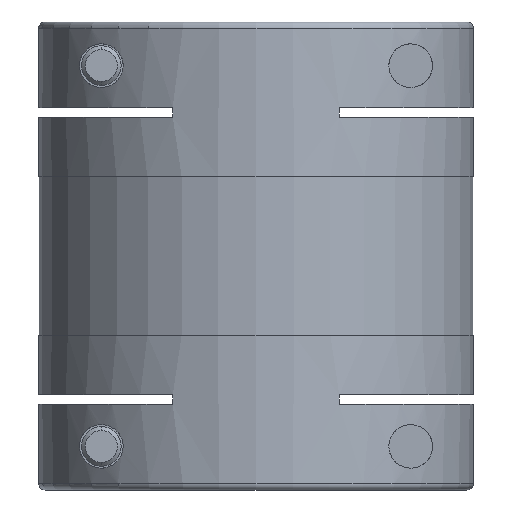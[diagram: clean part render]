
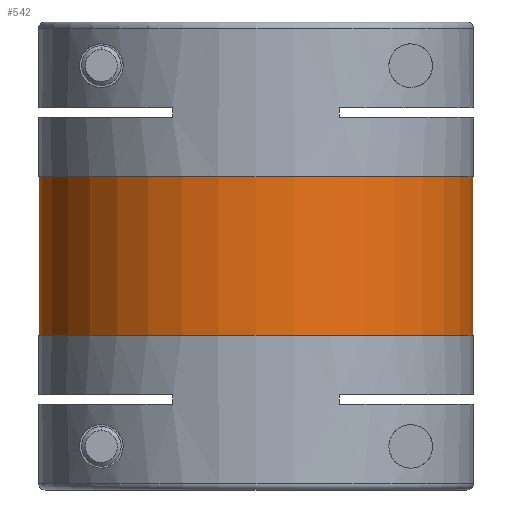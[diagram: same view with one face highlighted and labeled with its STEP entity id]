
A CAD part, front view. The second image highlights one B-rep face of the part: STEP entity #542.
In plain terms, the highlighted cylindrical face has radius 27.35 mm (diameter 54.7 mm), a partial arc.
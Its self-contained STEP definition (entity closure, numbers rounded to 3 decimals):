
#25 = CARTESIAN_POINT ( 'NONE',  ( 0., 0., -39.5 ) ) ;
#97 = ORIENTED_EDGE ( 'NONE', *, *, #3007, .F. ) ;
#314 = ORIENTED_EDGE ( 'NONE', *, *, #4255, .F. ) ;
#494 = VERTEX_POINT ( 'NONE', #5315 ) ;
#542 = ADVANCED_FACE ( 'NONE', ( #4511 ), #631, .T. ) ;
#631 = CYLINDRICAL_SURFACE ( 'NONE', #1873, 27.35 ) ;
#939 = DIRECTION ( 'NONE',  ( 0., 0., 1. ) ) ;
#989 = AXIS2_PLACEMENT_3D ( 'NONE', #25, #1819, #1760 ) ;
#1096 = CIRCLE ( 'NONE', #4456, 27.35 ) ;
#1212 = EDGE_CURVE ( 'NONE', #3068, #1917, #1096, .T. ) ;
#1535 = CARTESIAN_POINT ( 'NONE',  ( -27.35, 0., -39.5 ) ) ;
#1760 = DIRECTION ( 'NONE',  ( -1., 0., 0. ) ) ;
#1819 = DIRECTION ( 'NONE',  ( 0., 0., -1. ) ) ;
#1873 = AXIS2_PLACEMENT_3D ( 'NONE', #2720, #3679, #4009 ) ;
#1902 = CIRCLE ( 'NONE', #989, 27.35 ) ;
#1917 = VERTEX_POINT ( 'NONE', #5022 ) ;
#2346 = DIRECTION ( 'NONE',  ( 0., 0., -1. ) ) ;
#2432 = DIRECTION ( 'NONE',  ( -1., 0., 0. ) ) ;
#2544 = CARTESIAN_POINT ( 'NONE',  ( 27.35, 0., -59. ) ) ;
#2550 = CARTESIAN_POINT ( 'NONE',  ( 27.35, 0., -19.5 ) ) ;
#2720 = CARTESIAN_POINT ( 'NONE',  ( 0., 0., -59. ) ) ;
#3007 = EDGE_CURVE ( 'NONE', #494, #3870, #1902, .T. ) ;
#3062 = ORIENTED_EDGE ( 'NONE', *, *, #4490, .T. ) ;
#3068 = VERTEX_POINT ( 'NONE', #2550 ) ;
#3094 = ORIENTED_EDGE ( 'NONE', *, *, #1212, .T. ) ;
#3114 = EDGE_LOOP ( 'NONE', ( #97, #3062, #3094, #314 ) ) ;
#3679 = DIRECTION ( 'NONE',  ( 0., 0., 1. ) ) ;
#3870 = VERTEX_POINT ( 'NONE', #1535 ) ;
#3948 = LINE ( 'NONE', #4396, #5010 ) ;
#4009 = DIRECTION ( 'NONE',  ( -1., 0., 0. ) ) ;
#4085 = LINE ( 'NONE', #2544, #5462 ) ;
#4255 = EDGE_CURVE ( 'NONE', #3870, #1917, #3948, .T. ) ;
#4396 = CARTESIAN_POINT ( 'NONE',  ( -27.35, 0., -59. ) ) ;
#4456 = AXIS2_PLACEMENT_3D ( 'NONE', #4617, #2346, #2432 ) ;
#4490 = EDGE_CURVE ( 'NONE', #494, #3068, #4085, .T. ) ;
#4511 = FACE_OUTER_BOUND ( 'NONE', #3114, .T. ) ;
#4617 = CARTESIAN_POINT ( 'NONE',  ( 0., 0., -19.5 ) ) ;
#5010 = VECTOR ( 'NONE', #939, 1000. ) ;
#5022 = CARTESIAN_POINT ( 'NONE',  ( -27.35, 0., -19.5 ) ) ;
#5162 = DIRECTION ( 'NONE',  ( 0., 0., 1. ) ) ;
#5315 = CARTESIAN_POINT ( 'NONE',  ( 27.35, 0., -39.5 ) ) ;
#5462 = VECTOR ( 'NONE', #5162, 1000. ) ;
